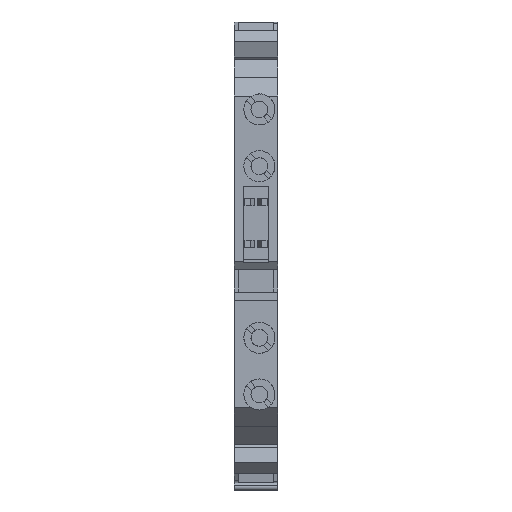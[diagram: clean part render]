
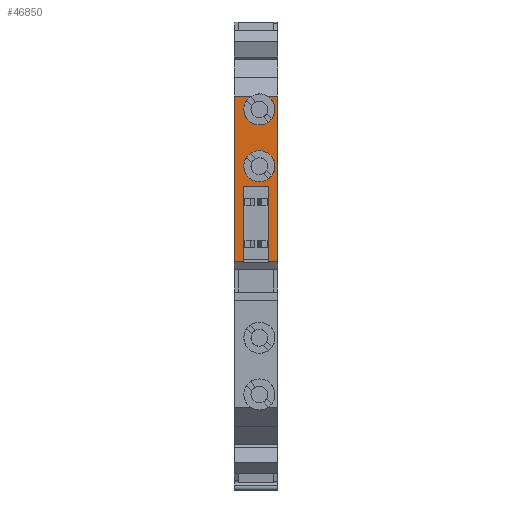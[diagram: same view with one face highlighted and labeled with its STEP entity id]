
A CAD part, top view. The second image highlights one B-rep face of the part: STEP entity #46850.
In plain terms, the highlighted face is planar.
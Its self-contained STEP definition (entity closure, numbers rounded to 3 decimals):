
#6830=CARTESIAN_POINT('',(27.931,33.032,
-0.45));
#6840=VERTEX_POINT('',#6830);
#6870=CARTESIAN_POINT('',(0.,29.603,
-0.45));
#6880=DIRECTION('',(-0.993,-0.122,0.));
#6890=VECTOR('',#6880,1.);
#6900=LINE('',#6870,#6890);
#6910=CARTESIAN_POINT('',(50.909,35.854,
-0.45));
#6920=VERTEX_POINT('',#6910);
#6930=EDGE_CURVE('',#6920,#6840,#6900,.T.);
#8660=CARTESIAN_POINT('',(50.909,35.854,
-6.6));
#8670=VERTEX_POINT('',#8660);
#8700=CARTESIAN_POINT('',(0.,29.603,
-6.6));
#8710=DIRECTION('',(0.993,0.122,0.));
#8720=VECTOR('',#8710,1.);
#8730=LINE('',#8700,#8720);
#8740=CARTESIAN_POINT('',(27.931,33.032,
-6.6));
#8750=VERTEX_POINT('',#8740);
#8760=EDGE_CURVE('',#8750,#8670,#8730,.T.);
#34160=CARTESIAN_POINT('',(38.403,34.318,
-5.3));
#34170=VERTEX_POINT('',#34160);
#34500=CARTESIAN_POINT('',(27.931,33.032,
-5.3));
#34510=VERTEX_POINT('',#34500);
#34540=CARTESIAN_POINT('',(0.,29.603,
-5.3));
#34550=DIRECTION('',(0.993,0.122,0.));
#34560=VECTOR('',#34550,1.);
#34570=LINE('',#34540,#34560);
#34580=EDGE_CURVE('',#34510,#34170,#34570,.T.);
#45550=CARTESIAN_POINT('',(38.403,34.318,
-0.8));
#45560=DIRECTION('',(0.,0.,1.));
#45570=VECTOR('',#45560,1.);
#45580=LINE('',#45550,#45570);
#45590=CARTESIAN_POINT('',(38.403,34.318,
-1.75));
#45600=VERTEX_POINT('',#45590);
#45610=EDGE_CURVE('',#34170,#45600,#45580,.T.);
#45850=CARTESIAN_POINT('',(0.298,29.639,
-1.75));
#45860=DIRECTION('',(0.993,0.122,0.));
#45870=VECTOR('',#45860,1.);
#45880=LINE('',#45850,#45870);
#45890=CARTESIAN_POINT('',(27.931,33.032,
-1.75));
#45900=VERTEX_POINT('',#45890);
#45910=EDGE_CURVE('',#45900,#45600,#45880,.T.);
#46190=CARTESIAN_POINT('',(44.106,35.018,
-4.76));
#46200=DIRECTION('',(0.122,-0.993,
0.));
#46210=DIRECTION('',(0.993,0.122,
0.));
#46220=AXIS2_PLACEMENT_3D('',#46190,#46200,#46210);
#46230=PLANE('',#46220);
#46240=CARTESIAN_POINT('',(41.182,34.659,
-3.05));
#46250=DIRECTION('',(0.122,-0.993,
0.));
#46260=DIRECTION('',(-0.993,-0.122,
0.));
#46270=AXIS2_PLACEMENT_3D('',#46240,#46250,#46260);
#46280=CIRCLE('',#46270,2.175);
#46290=CARTESIAN_POINT('',(39.023,34.394,
-3.05));
#46300=VERTEX_POINT('',#46290);
#46310=CARTESIAN_POINT('',(43.341,34.924,
-3.05));
#46320=VERTEX_POINT('',#46310);
#46330=EDGE_CURVE('',#46300,#46320,#46280,.T.);
#46340=ORIENTED_EDGE('',*,*,#46330,.T.);
#46350=EDGE_CURVE('',#46320,#46300,#46280,.T.);
#46360=ORIENTED_EDGE('',*,*,#46350,.T.);
#46370=EDGE_LOOP('',(#46360,#46340));
#46380=FACE_BOUND('',#46370,.T.);
#46390=ORIENTED_EDGE('',*,*,#45910,.F.);
#46400=ORIENTED_EDGE('',*,*,#45610,.T.);
#46410=ORIENTED_EDGE('',*,*,#34580,.T.);
#46420=CARTESIAN_POINT('',(27.931,33.032,0.));
#46430=DIRECTION('',(0.,0.,1.));
#46440=VECTOR('',#46430,1.);
#46450=LINE('',#46420,#46440);
#46460=EDGE_CURVE('',#8750,#34510,#46450,.T.);
#46470=ORIENTED_EDGE('',*,*,#46460,.T.);
#46480=ORIENTED_EDGE('',*,*,#8760,.F.);
#46490=CARTESIAN_POINT('',(50.909,35.854,0.));
#46500=DIRECTION('',(0.,0.,1.));
#46510=VECTOR('',#46500,1.);
#46520=LINE('',#46490,#46510);
#46530=CARTESIAN_POINT('',(50.909,35.854,
-4.152));
#46540=VERTEX_POINT('',#46530);
#46550=EDGE_CURVE('',#8670,#46540,#46520,.T.);
#46560=ORIENTED_EDGE('',*,*,#46550,.F.);
#46570=CARTESIAN_POINT('',(49.048,35.625,
-3.05));
#46580=DIRECTION('',(0.122,-0.993,
0.));
#46590=DIRECTION('',(-0.993,-0.122,
0.));
#46600=AXIS2_PLACEMENT_3D('',#46570,#46580,#46590);
#46610=CIRCLE('',#46600,2.175);
#46620=CARTESIAN_POINT('',(46.889,35.36,
-3.05));
#46630=VERTEX_POINT('',#46620);
#46640=EDGE_CURVE('',#46630,#46540,#46610,.T.);
#46650=ORIENTED_EDGE('',*,*,#46640,.T.);
#46660=CARTESIAN_POINT('',(50.909,35.854,
-1.948));
#46670=VERTEX_POINT('',#46660);
#46680=EDGE_CURVE('',#46670,#46630,#46610,.T.);
#46690=ORIENTED_EDGE('',*,*,#46680,.T.);
#46700=CARTESIAN_POINT('',(50.909,35.854,0.));
#46710=DIRECTION('',(0.,0.,-1.));
#46720=VECTOR('',#46710,1.);
#46730=LINE('',#46700,#46720);
#46740=EDGE_CURVE('',#6920,#46670,#46730,.T.);
#46750=ORIENTED_EDGE('',*,*,#46740,.T.);
#46760=ORIENTED_EDGE('',*,*,#6930,.F.);
#46770=CARTESIAN_POINT('',(27.931,33.032,0.));
#46780=DIRECTION('',(0.,0.,-1.));
#46790=VECTOR('',#46780,1.);
#46800=LINE('',#46770,#46790);
#46810=EDGE_CURVE('',#6840,#45900,#46800,.T.);
#46820=ORIENTED_EDGE('',*,*,#46810,.F.);
#46830=EDGE_LOOP('',(#46820,#46760,#46750,#46690,#46650,#46560,#46480,
#46470,#46410,#46400,#46390));
#46840=FACE_OUTER_BOUND('',#46830,.T.);
#46850=ADVANCED_FACE('',(#46380,#46840),#46230,.F.);
